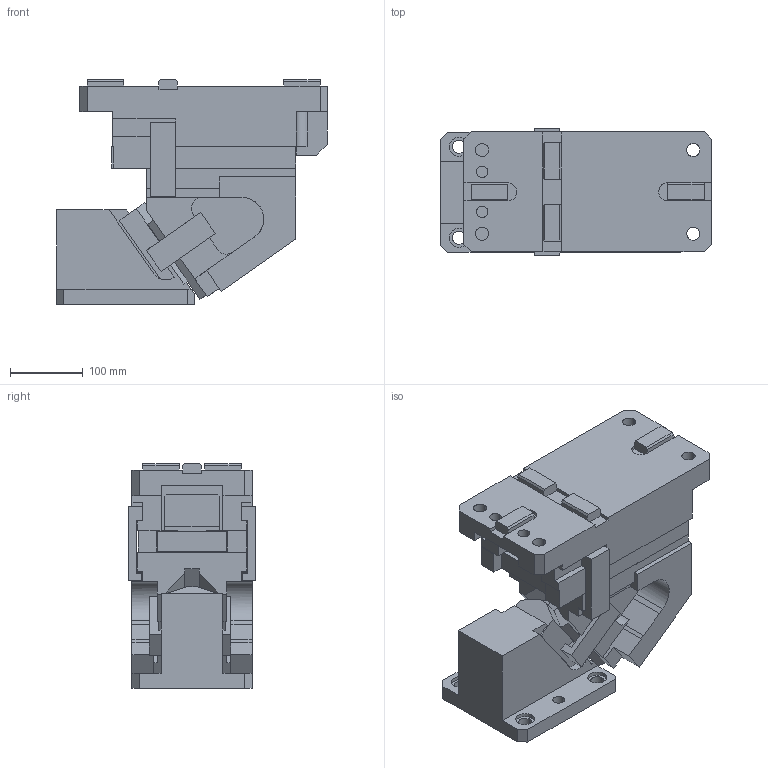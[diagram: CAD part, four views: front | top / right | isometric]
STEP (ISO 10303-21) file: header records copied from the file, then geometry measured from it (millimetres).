
FILE_DESCRIPTION(('CATIA V5 STEP Exchange'),'2;1');
FILE_NAME('CACN_165_55.stp','2015-04-27T09:16:49+00:00',('none'),('none'),'CATIA Version 5 Release 19 SP 2 (IN-10)','CATIA V5 STEP AP203','none');
FILE_SCHEMA(('CONFIG_CONTROL_DESIGN'));
Length unit declared in the file: millimetre
Products named in the file (1): CACN_165_55
Bounding box: 372 x 175 x 309 mm (x, y, z)
Volume: 9597492.6 mm3; surface area: 701340.1 mm2
Topology: 3 solids, 3 shells, 358 faces, 1021 edges, 679 vertices
Faces by surface type: plane 282, cylinder 76
Entity records: 12562 total; most frequent: CARTESIAN_POINT 3660, ORIENTED_EDGE 2042, DIRECTION 1470, EDGE_CURVE 1021, VECTOR 864, LINE 864, VERTEX_POINT 679, EDGE_LOOP 394
